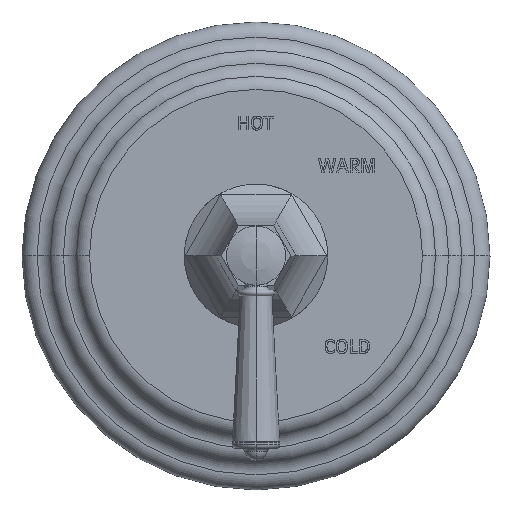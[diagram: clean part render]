
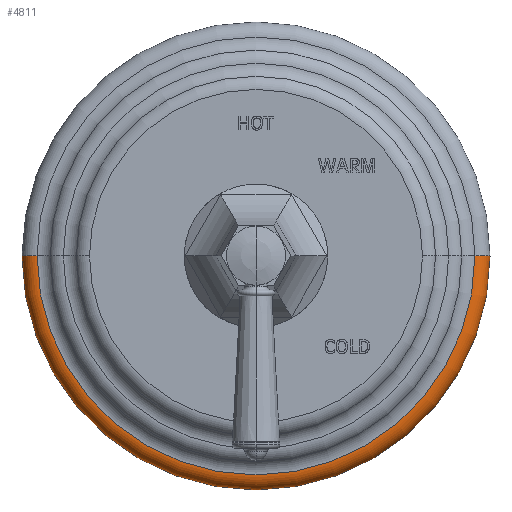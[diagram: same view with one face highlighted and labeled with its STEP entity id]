
A CAD part, top view. The second image highlights one B-rep face of the part: STEP entity #4811.
In plain terms, the highlighted toroidal (fillet/blend) face has major radius 92.075 mm and minor radius 6.35 mm.
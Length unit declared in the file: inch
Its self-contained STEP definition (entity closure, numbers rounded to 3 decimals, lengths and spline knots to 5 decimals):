
#2=CARTESIAN_POINT('',(0.,0.,0.));
#3=DIRECTION('',(0.,0.,-1.));
#4=DIRECTION('',(1.,0.,0.));
#5=AXIS2_PLACEMENT_3D('',#2,#3,#4);
#12=CARTESIAN_POINT('',(3.625,0.,0.));
#13=DIRECTION('',(0.,-1.,0.));
#14=DIRECTION('',(1.,0.,0.));
#15=AXIS2_PLACEMENT_3D('',#12,#13,#14);
#17=CARTESIAN_POINT('',(-3.625,0.,0.));
#18=DIRECTION('',(0.,1.,0.));
#19=DIRECTION('',(-1.,0.,0.));
#20=AXIS2_PLACEMENT_3D('',#17,#18,#19);
#37=CARTESIAN_POINT('',(0.,0.,0.25));
#38=DIRECTION('',(0.,0.,-1.));
#39=DIRECTION('',(1.,0.,0.));
#40=AXIS2_PLACEMENT_3D('',#37,#38,#39);
#4072=CARTESIAN_POINT('',(3.625,0.,0.25));
#4074=VERTEX_POINT('',#4072);
#4082=CARTESIAN_POINT('',(-3.625,0.,0.25));
#4084=VERTEX_POINT('',#4082);
#4656=CARTESIAN_POINT('',(3.875,0.,0.));
#4657=CARTESIAN_POINT('',(-3.875,0.,0.));
#4658=VERTEX_POINT('',#4656);
#4659=VERTEX_POINT('',#4657);
#4796=CARTESIAN_POINT('',(0.,0.,0.));
#4797=DIRECTION('',(0.,0.,-1.));
#4798=DIRECTION('',(-1.,0.,0.));
#4799=AXIS2_PLACEMENT_3D('',#4796,#4797,#4798);
#4800=TOROIDAL_SURFACE('',#4799,3.625,0.25);
#4802=ORIENTED_EDGE('',*,*,#4801,.T.);
#4804=ORIENTED_EDGE('',*,*,#4803,.T.);
#4806=ORIENTED_EDGE('',*,*,#4805,.F.);
#4808=ORIENTED_EDGE('',*,*,#4807,.F.);
#4809=EDGE_LOOP('',(#4802,#4804,#4806,#4808));
#4810=FACE_OUTER_BOUND('',#4809,.F.);
#4811=ADVANCED_FACE('',(#4810),#4800,.T.);
#6=CIRCLE('',#5,3.875);
#16=CIRCLE('',#15,0.25);
#21=CIRCLE('',#20,0.25);
#41=CIRCLE('',#40,3.625);
#4801=EDGE_CURVE('',#4658,#4659,#6,.T.);
#4803=EDGE_CURVE('',#4659,#4084,#21,.T.);
#4805=EDGE_CURVE('',#4074,#4084,#41,.T.);
#4807=EDGE_CURVE('',#4658,#4074,#16,.T.);
